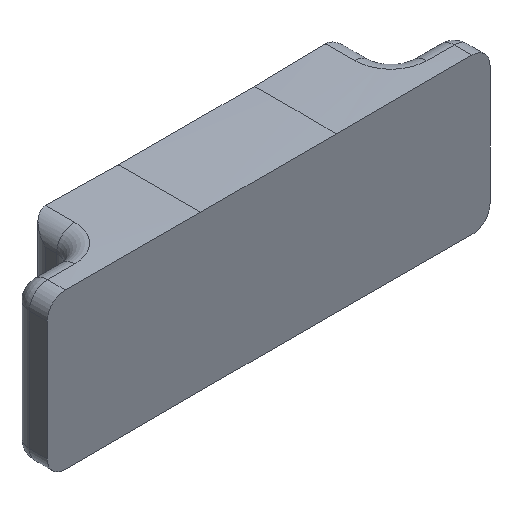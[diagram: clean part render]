
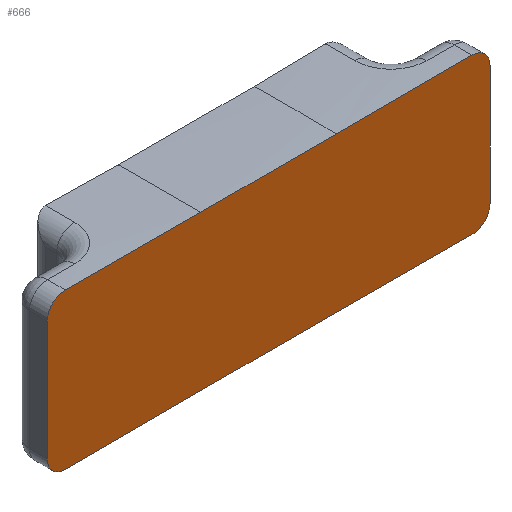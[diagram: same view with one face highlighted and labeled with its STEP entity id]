
A CAD part, isometric view. The second image highlights one B-rep face of the part: STEP entity #666.
In plain terms, the highlighted planar face has unit normal (0, -1, 0).
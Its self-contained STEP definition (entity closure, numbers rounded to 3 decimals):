
#41=CIRCLE('',#733,0.1);
#42=CIRCLE('',#734,0.1);
#43=CIRCLE('',#735,0.1);
#44=CIRCLE('',#736,0.1);
#85=FACE_OUTER_BOUND('',#128,.T.);
#128=EDGE_LOOP('',(#432,#433,#434,#435,#436,#437,#438,#439,#440,#441,#442,
#443));
#172=LINE('',#1046,#224);
#175=LINE('',#1060,#227);
#176=LINE('',#1065,#228);
#177=LINE('',#1068,#229);
#178=LINE('',#1070,#230);
#179=LINE('',#1074,#231);
#180=LINE('',#1077,#232);
#181=LINE('',#1079,#233);
#224=VECTOR('',#820,1000.);
#227=VECTOR('',#829,1000.);
#228=VECTOR('',#834,1000.);
#229=VECTOR('',#837,1000.);
#230=VECTOR('',#838,1000.);
#231=VECTOR('',#841,1000.);
#232=VECTOR('',#844,1000.);
#233=VECTOR('',#845,1000.);
#275=VERTEX_POINT('',#1036);
#278=VERTEX_POINT('',#1044);
#281=VERTEX_POINT('',#1054);
#282=VERTEX_POINT('',#1059);
#283=VERTEX_POINT('',#1063);
#284=VERTEX_POINT('',#1064);
#285=VERTEX_POINT('',#1066);
#286=VERTEX_POINT('',#1069);
#287=VERTEX_POINT('',#1071);
#288=VERTEX_POINT('',#1073);
#289=VERTEX_POINT('',#1075);
#290=VERTEX_POINT('',#1078);
#330=EDGE_CURVE('',#278,#275,#172,.T.);
#335=EDGE_CURVE('',#282,#281,#175,.T.);
#337=EDGE_CURVE('',#283,#284,#176,.T.);
#338=EDGE_CURVE('',#284,#285,#41,.T.);
#339=EDGE_CURVE('',#285,#275,#177,.T.);
#340=EDGE_CURVE('',#286,#278,#178,.T.);
#341=EDGE_CURVE('',#286,#287,#42,.T.);
#342=EDGE_CURVE('',#288,#287,#179,.T.);
#343=EDGE_CURVE('',#288,#289,#43,.T.);
#344=EDGE_CURVE('',#289,#282,#180,.T.);
#345=EDGE_CURVE('',#290,#281,#181,.T.);
#346=EDGE_CURVE('',#290,#283,#44,.T.);
#432=ORIENTED_EDGE('',*,*,#337,.T.);
#433=ORIENTED_EDGE('',*,*,#338,.T.);
#434=ORIENTED_EDGE('',*,*,#339,.T.);
#435=ORIENTED_EDGE('',*,*,#330,.F.);
#436=ORIENTED_EDGE('',*,*,#340,.F.);
#437=ORIENTED_EDGE('',*,*,#341,.T.);
#438=ORIENTED_EDGE('',*,*,#342,.F.);
#439=ORIENTED_EDGE('',*,*,#343,.T.);
#440=ORIENTED_EDGE('',*,*,#344,.T.);
#441=ORIENTED_EDGE('',*,*,#335,.T.);
#442=ORIENTED_EDGE('',*,*,#345,.F.);
#443=ORIENTED_EDGE('',*,*,#346,.T.);
#606=PLANE('',#732);
#666=ADVANCED_FACE('',(#85),#606,.F.);
#732=AXIS2_PLACEMENT_3D('',#1062,#832,#833);
#733=AXIS2_PLACEMENT_3D('',#1067,#835,#836);
#734=AXIS2_PLACEMENT_3D('',#1072,#839,#840);
#735=AXIS2_PLACEMENT_3D('',#1076,#842,#843);
#736=AXIS2_PLACEMENT_3D('',#1080,#846,#847);
#820=DIRECTION('',(-1.,0.,0.));
#829=DIRECTION('',(-1.,0.,0.));
#832=DIRECTION('center_axis',(0.,1.,0.));
#833=DIRECTION('ref_axis',(0.,0.,1.));
#834=DIRECTION('',(0.,0.,-1.));
#835=DIRECTION('center_axis',(0.,-1.,0.));
#836=DIRECTION('ref_axis',(0.,0.,1.));
#837=DIRECTION('',(1.,0.,0.));
#838=DIRECTION('',(-1.,0.,0.));
#839=DIRECTION('center_axis',(0.,-1.,0.));
#840=DIRECTION('ref_axis',(0.,0.,1.));
#841=DIRECTION('',(0.,0.,-1.));
#842=DIRECTION('center_axis',(0.,-1.,0.));
#843=DIRECTION('ref_axis',(0.,0.,1.));
#844=DIRECTION('',(-1.,0.,0.));
#845=DIRECTION('',(1.,0.,0.));
#846=DIRECTION('center_axis',(0.,-1.,0.));
#847=DIRECTION('ref_axis',(0.,0.,1.));
#1036=CARTESIAN_POINT('',(-0.375,0.,-0.428));
#1044=CARTESIAN_POINT('',(0.375,0.,-0.428));
#1046=CARTESIAN_POINT('',(0.375,0.,-0.425));
#1054=CARTESIAN_POINT('',(-0.375,0.,0.428));
#1059=CARTESIAN_POINT('',(0.375,0.,0.428));
#1060=CARTESIAN_POINT('',(0.375,0.,0.425));
#1062=CARTESIAN_POINT('Origin',(0.375,0.,0.425));
#1063=CARTESIAN_POINT('',(-1.225,0.,0.33));
#1064=CARTESIAN_POINT('',(-1.225,0.,-0.33));
#1065=CARTESIAN_POINT('',(-1.225,0.,0.43));
#1066=CARTESIAN_POINT('',(-1.125,0.,-0.43));
#1067=CARTESIAN_POINT('Origin',(-1.125,0.,-0.33));
#1068=CARTESIAN_POINT('',(-0.875,0.,-0.43));
#1069=CARTESIAN_POINT('',(1.125,0.,-0.43));
#1070=CARTESIAN_POINT('',(0.875,0.,-0.43));
#1071=CARTESIAN_POINT('',(1.225,0.,-0.33));
#1072=CARTESIAN_POINT('Origin',(1.125,0.,-0.33));
#1073=CARTESIAN_POINT('',(1.225,0.,0.33));
#1074=CARTESIAN_POINT('',(1.225,0.,0.43));
#1075=CARTESIAN_POINT('',(1.125,0.,0.43));
#1076=CARTESIAN_POINT('Origin',(1.125,0.,0.33));
#1077=CARTESIAN_POINT('',(0.875,0.,0.43));
#1078=CARTESIAN_POINT('',(-1.125,0.,0.43));
#1079=CARTESIAN_POINT('',(-0.875,0.,0.43));
#1080=CARTESIAN_POINT('Origin',(-1.125,0.,0.33));
